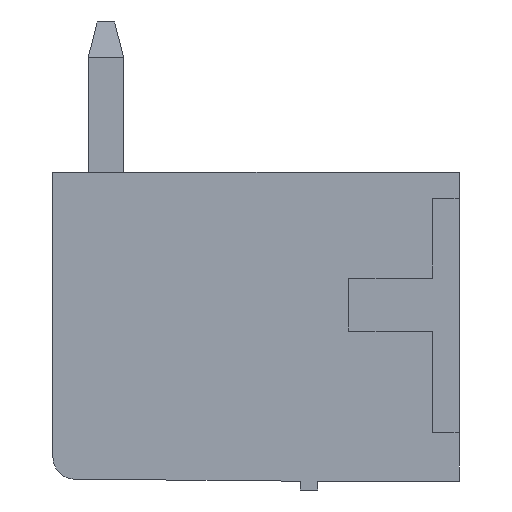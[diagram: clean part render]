
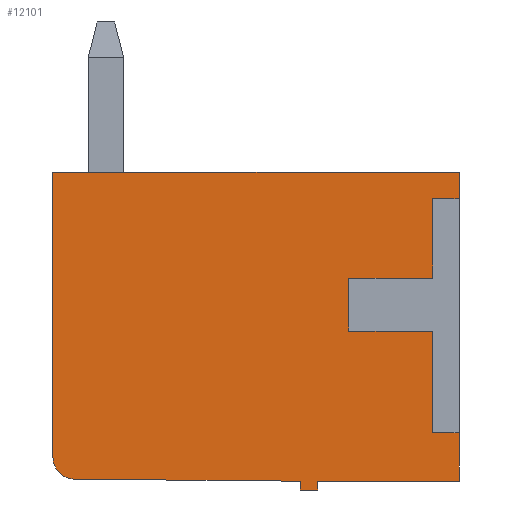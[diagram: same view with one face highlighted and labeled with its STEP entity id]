
A CAD part, left-side view. The second image highlights one B-rep face of the part: STEP entity #12101.
In plain terms, the highlighted planar face has unit normal (-1, 0, 0).
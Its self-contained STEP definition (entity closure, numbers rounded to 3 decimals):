
#1778=DIRECTION('',(0.,0.,-1.));
#1779=VECTOR('',#1778,6.455);
#1780=CARTESIAN_POINT('',(0.,9.2,7.));
#1781=LINE('',#1780,#1779);
#2287=DIRECTION('',(0.,-1.,0.));
#2288=VECTOR('',#2287,9.2);
#2289=CARTESIAN_POINT('',(0.,9.2,7.));
#2290=LINE('',#2289,#2288);
#2291=DIRECTION('',(0.,0.,-1.));
#2292=VECTOR('',#2291,0.6);
#2293=CARTESIAN_POINT('',(0.,0.,7.));
#2294=LINE('',#2293,#2292);
#2295=DIRECTION('',(0.,1.,0.));
#2296=VECTOR('',#2295,0.6);
#2297=CARTESIAN_POINT('',(0.,0.,6.4));
#2298=LINE('',#2297,#2296);
#2299=DIRECTION('',(0.,0.,-1.));
#2300=VECTOR('',#2299,1.8);
#2301=CARTESIAN_POINT('',(0.,0.6,6.4));
#2302=LINE('',#2301,#2300);
#2303=DIRECTION('',(0.,1.,0.));
#2304=VECTOR('',#2303,1.9);
#2305=CARTESIAN_POINT('',(0.,0.6,4.6));
#2306=LINE('',#2305,#2304);
#2307=DIRECTION('',(0.,0.,-1.));
#2308=VECTOR('',#2307,1.2);
#2309=CARTESIAN_POINT('',(0.,2.5,4.6));
#2310=LINE('',#2309,#2308);
#2311=DIRECTION('',(0.,-1.,0.));
#2312=VECTOR('',#2311,1.9);
#2313=CARTESIAN_POINT('',(0.,2.5,3.4));
#2314=LINE('',#2313,#2312);
#2315=DIRECTION('',(0.,0.,-1.));
#2316=VECTOR('',#2315,2.3);
#2317=CARTESIAN_POINT('',(0.,0.6,3.4));
#2318=LINE('',#2317,#2316);
#2319=DIRECTION('',(0.,1.,0.));
#2320=VECTOR('',#2319,0.6);
#2321=CARTESIAN_POINT('',(0.,0.,1.1));
#2322=LINE('',#2321,#2320);
#2323=DIRECTION('',(0.,0.,-1.));
#2324=VECTOR('',#2323,1.1);
#2325=CARTESIAN_POINT('',(0.,0.,1.1));
#2326=LINE('',#2325,#2324);
#2327=DIRECTION('',(0.,1.,0.));
#2328=VECTOR('',#2327,3.2);
#2329=CARTESIAN_POINT('',(0.,0.,0.));
#2330=LINE('',#2329,#2328);
#2331=DIRECTION('',(0.,0.,-1.));
#2332=VECTOR('',#2331,0.2);
#2333=CARTESIAN_POINT('',(0.,3.2,0.));
#2334=LINE('',#2333,#2332);
#2335=DIRECTION('',(0.,1.,0.));
#2336=VECTOR('',#2335,0.4);
#2337=CARTESIAN_POINT('',(0.,3.2,-0.2));
#2338=LINE('',#2337,#2336);
#2339=DIRECTION('',(0.,0.,1.));
#2340=VECTOR('',#2339,0.2);
#2341=CARTESIAN_POINT('',(0.,3.6,-0.2));
#2342=LINE('',#2341,#2340);
#2343=DIRECTION('',(0.,1.,0.009));
#2344=VECTOR('',#2343,5.105);
#2345=CARTESIAN_POINT('',(0.,3.6,0.));
#2346=LINE('',#2345,#2344);
#2347=CARTESIAN_POINT('',(0.,8.7,0.545));
#2348=DIRECTION('',(-1.,0.,0.));
#2349=DIRECTION('',(0.,1.,0.));
#2350=AXIS2_PLACEMENT_3D('',#2347,#2348,#2349);
#6918=CARTESIAN_POINT('',(0.,0.,0.));
#6919=CARTESIAN_POINT('',(0.,3.2,0.));
#6920=VERTEX_POINT('',#6918);
#6921=VERTEX_POINT('',#6919);
#6922=CARTESIAN_POINT('',(0.,9.2,7.));
#6923=CARTESIAN_POINT('',(0.,0.,7.));
#6924=VERTEX_POINT('',#6922);
#6925=VERTEX_POINT('',#6923);
#6996=CARTESIAN_POINT('',(0.,3.2,-0.2));
#6997=VERTEX_POINT('',#6996);
#6998=CARTESIAN_POINT('',(0.,3.6,-0.2));
#6999=VERTEX_POINT('',#6998);
#7000=CARTESIAN_POINT('',(0.,3.6,0.));
#7001=VERTEX_POINT('',#7000);
#7002=CARTESIAN_POINT('',(0.,9.2,0.545));
#7003=CARTESIAN_POINT('',(0.,8.704,0.045));
#7004=VERTEX_POINT('',#7002);
#7005=VERTEX_POINT('',#7003);
#7158=CARTESIAN_POINT('',(0.,0.,6.4));
#7159=CARTESIAN_POINT('',(0.,0.6,6.4));
#7160=VERTEX_POINT('',#7158);
#7161=VERTEX_POINT('',#7159);
#7162=CARTESIAN_POINT('',(0.,0.6,4.6));
#7163=VERTEX_POINT('',#7162);
#7164=CARTESIAN_POINT('',(0.,2.5,4.6));
#7165=VERTEX_POINT('',#7164);
#7166=CARTESIAN_POINT('',(0.,2.5,3.4));
#7167=VERTEX_POINT('',#7166);
#7168=CARTESIAN_POINT('',(0.,0.6,3.4));
#7169=VERTEX_POINT('',#7168);
#7170=CARTESIAN_POINT('',(0.,0.6,1.1));
#7171=VERTEX_POINT('',#7170);
#7172=CARTESIAN_POINT('',(0.,0.,1.1));
#7173=VERTEX_POINT('',#7172);
#12069=CARTESIAN_POINT('',(0.,0.,0.));
#12070=DIRECTION('',(1.,0.,0.));
#12071=DIRECTION('',(0.,0.,-1.));
#12072=AXIS2_PLACEMENT_3D('',#12069,#12070,#12071);
#12073=PLANE('',#12072);
#12074=ORIENTED_EDGE('',*,*,#11076,.F.);
#12076=ORIENTED_EDGE('',*,*,#12075,.T.);
#12077=ORIENTED_EDGE('',*,*,#9475,.T.);
#12079=ORIENTED_EDGE('',*,*,#12078,.T.);
#12081=ORIENTED_EDGE('',*,*,#12080,.T.);
#12083=ORIENTED_EDGE('',*,*,#12082,.T.);
#12085=ORIENTED_EDGE('',*,*,#12084,.T.);
#12087=ORIENTED_EDGE('',*,*,#12086,.T.);
#12089=ORIENTED_EDGE('',*,*,#12088,.T.);
#12091=ORIENTED_EDGE('',*,*,#12090,.F.);
#12092=ORIENTED_EDGE('',*,*,#9467,.T.);
#12093=ORIENTED_EDGE('',*,*,#12064,.T.);
#12094=ORIENTED_EDGE('',*,*,#12051,.T.);
#12095=ORIENTED_EDGE('',*,*,#12037,.T.);
#12096=ORIENTED_EDGE('',*,*,#12023,.T.);
#12097=ORIENTED_EDGE('',*,*,#12009,.T.);
#12098=ORIENTED_EDGE('',*,*,#11995,.F.);
#12099=EDGE_LOOP('',(#12074,#12076,#12077,#12079,#12081,#12083,#12085,#12087,
#12089,#12091,#12092,#12093,#12094,#12095,#12096,#12097,#12098));
#12100=FACE_OUTER_BOUND('',#12099,.F.);
#12101=ADVANCED_FACE('',(#12100),#12073,.F.);
#2351=CIRCLE('',#2350,0.5);
#9467=EDGE_CURVE('',#7173,#6920,#2326,.T.);
#9475=EDGE_CURVE('',#6925,#7160,#2294,.T.);
#11076=EDGE_CURVE('',#6924,#7004,#1781,.T.);
#11995=EDGE_CURVE('',#7004,#7005,#2351,.T.);
#12009=EDGE_CURVE('',#7001,#7005,#2346,.T.);
#12023=EDGE_CURVE('',#6999,#7001,#2342,.T.);
#12037=EDGE_CURVE('',#6997,#6999,#2338,.T.);
#12051=EDGE_CURVE('',#6921,#6997,#2334,.T.);
#12064=EDGE_CURVE('',#6920,#6921,#2330,.T.);
#12075=EDGE_CURVE('',#6924,#6925,#2290,.T.);
#12078=EDGE_CURVE('',#7160,#7161,#2298,.T.);
#12080=EDGE_CURVE('',#7161,#7163,#2302,.T.);
#12082=EDGE_CURVE('',#7163,#7165,#2306,.T.);
#12084=EDGE_CURVE('',#7165,#7167,#2310,.T.);
#12086=EDGE_CURVE('',#7167,#7169,#2314,.T.);
#12088=EDGE_CURVE('',#7169,#7171,#2318,.T.);
#12090=EDGE_CURVE('',#7173,#7171,#2322,.T.);
